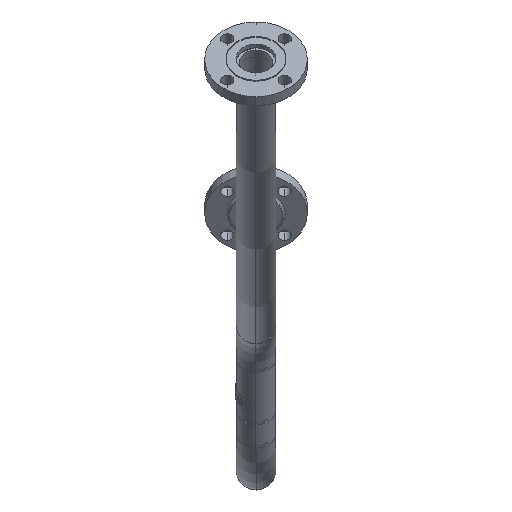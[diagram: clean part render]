
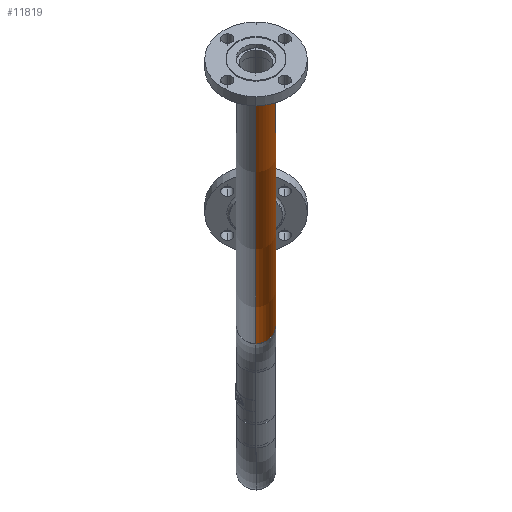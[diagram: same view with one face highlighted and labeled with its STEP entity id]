
A CAD part, left-side view. The second image highlights one B-rep face of the part: STEP entity #11819.
In plain terms, the highlighted toroidal (fillet/blend) face has major radius 1250 mm and minor radius 24.15 mm.
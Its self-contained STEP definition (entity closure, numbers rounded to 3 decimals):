
#480 = EDGE_LOOP ( 'NONE', ( #8053, #11045, #2087, #12262 ) ) ;
#705 = DIRECTION ( 'NONE',  ( 0., 0., -1. ) ) ;
#856 = TOROIDAL_SURFACE ( 'NONE', #4253, 1250., 24.15 ) ;
#1275 = CARTESIAN_POINT ( 'NONE',  ( -370.677, 1193.775, 0. ) ) ;
#1489 = EDGE_CURVE ( 'NONE', #5935, #7540, #9624, .T. ) ;
#1517 = DIRECTION ( 'NONE',  ( -0.955, -0.297, 0. ) ) ;
#1673 = DIRECTION ( 'NONE',  ( 0., 0., -1. ) ) ;
#1728 = DIRECTION ( 'NONE',  ( 0., 0., -1. ) ) ;
#2087 = ORIENTED_EDGE ( 'NONE', *, *, #1489, .F. ) ;
#2412 = FACE_OUTER_BOUND ( 'NONE', #480, .T. ) ;
#3291 = CARTESIAN_POINT ( 'NONE',  ( 336.862, 1178.657, 0. ) ) ;
#3647 = CARTESIAN_POINT ( 'NONE',  ( 0., 0., 0. ) ) ;
#4253 = AXIS2_PLACEMENT_3D ( 'NONE', #10190, #1673, #9361 ) ;
#4559 = DIRECTION ( 'NONE',  ( -1., 0., 0. ) ) ;
#4698 = VERTEX_POINT ( 'NONE', #7912 ) ;
#5087 = DIRECTION ( 'NONE',  ( 0.962, -0.275, 0. ) ) ;
#5172 = EDGE_CURVE ( 'NONE', #4698, #7540, #9037, .T. ) ;
#5243 = AXIS2_PLACEMENT_3D ( 'NONE', #1275, #1517, #12033 ) ;
#5916 = CARTESIAN_POINT ( 'NONE',  ( 343.498, 1201.877, 0. ) ) ;
#5935 = VERTEX_POINT ( 'NONE', #3291 ) ;
#7170 = EDGE_CURVE ( 'NONE', #9426, #5935, #7246, .T. ) ;
#7246 = CIRCLE ( 'NONE', #10480, 1225.85 ) ;
#7540 = VERTEX_POINT ( 'NONE', #7985 ) ;
#7912 = CARTESIAN_POINT ( 'NONE',  ( -377.838, 1216.839, 0. ) ) ;
#7985 = CARTESIAN_POINT ( 'NONE',  ( 350.134, 1225.098, 0. ) ) ;
#8053 = ORIENTED_EDGE ( 'NONE', *, *, #8565, .F. ) ;
#8565 = EDGE_CURVE ( 'NONE', #4698, #9426, #9474, .T. ) ;
#8982 = DIRECTION ( 'NONE',  ( 0.275, 0.962, 0. ) ) ;
#9037 = CIRCLE ( 'NONE', #9655, 1274.15 ) ;
#9361 = DIRECTION ( 'NONE',  ( -1., 0., 0. ) ) ;
#9426 = VERTEX_POINT ( 'NONE', #11701 ) ;
#9474 = CIRCLE ( 'NONE', #5243, 24.15 ) ;
#9624 = CIRCLE ( 'NONE', #11234, 24.15 ) ;
#9655 = AXIS2_PLACEMENT_3D ( 'NONE', #12193, #1728, #4559 ) ;
#10190 = CARTESIAN_POINT ( 'NONE',  ( 0., 0., 0. ) ) ;
#10480 = AXIS2_PLACEMENT_3D ( 'NONE', #3647, #705, #11351 ) ;
#11045 = ORIENTED_EDGE ( 'NONE', *, *, #5172, .T. ) ;
#11234 = AXIS2_PLACEMENT_3D ( 'NONE', #5916, #5087, #8982 ) ;
#11351 = DIRECTION ( 'NONE',  ( -1., 0., 0. ) ) ;
#11701 = CARTESIAN_POINT ( 'NONE',  ( -363.515, 1170.711, 0. ) ) ;
#11819 = ADVANCED_FACE ( 'NONE', ( #2412 ), #856, .T. ) ;
#12033 = DIRECTION ( 'NONE',  ( 0.297, -0.955, 0. ) ) ;
#12193 = CARTESIAN_POINT ( 'NONE',  ( 0., 0., 0. ) ) ;
#12262 = ORIENTED_EDGE ( 'NONE', *, *, #7170, .F. ) ;
